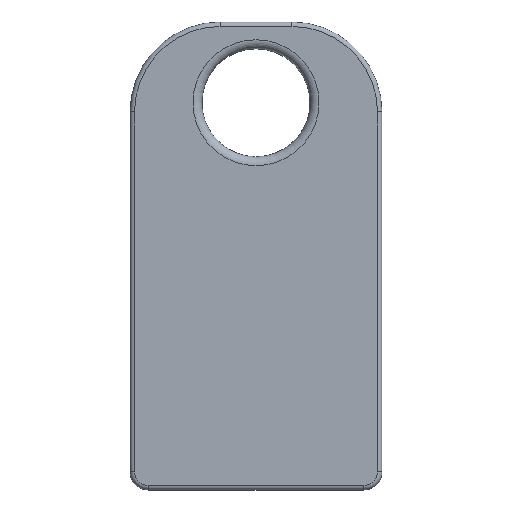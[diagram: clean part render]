
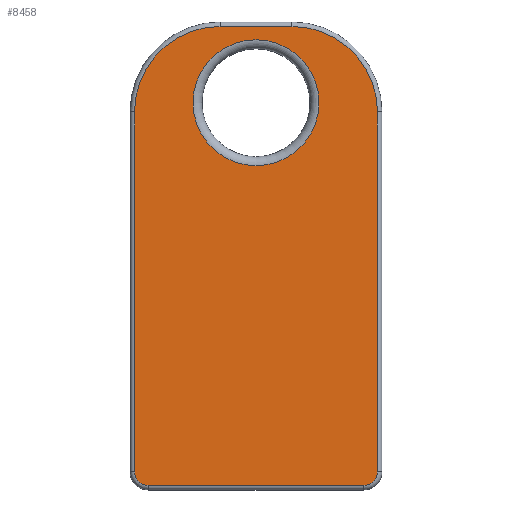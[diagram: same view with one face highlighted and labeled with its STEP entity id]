
A CAD part, top view. The second image highlights one B-rep face of the part: STEP entity #8458.
In plain terms, the highlighted planar face has unit normal (0, 0, 1).
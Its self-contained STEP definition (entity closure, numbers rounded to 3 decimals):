
#226=FACE_BOUND('',#1117,.T.);
#633=FACE_OUTER_BOUND('',#1116,.T.);
#1116=EDGE_LOOP('',(#7388,#7389,#7390,#7391,#7392,#7393,#7394,#7395));
#1117=EDGE_LOOP('',(#7396));
#1401=CIRCLE('',#9150,9.5);
#1407=CIRCLE('',#9158,1.5);
#1411=CIRCLE('',#9164,1.5);
#1415=CIRCLE('',#9170,9.5);
#1416=CIRCLE('',#9177,7.);
#2267=LINE('',#13846,#3166);
#2269=LINE('',#13858,#3168);
#2271=LINE('',#13870,#3170);
#2272=LINE('',#13878,#3171);
#3166=VECTOR('',#11364,10.);
#3168=VECTOR('',#11378,10.);
#3170=VECTOR('',#11392,10.);
#3171=VECTOR('',#11403,10.);
#3941=VERTEX_POINT('',#13834);
#3942=VERTEX_POINT('',#13836);
#3944=VERTEX_POINT('',#13842);
#3946=VERTEX_POINT('',#13848);
#3948=VERTEX_POINT('',#13854);
#3950=VERTEX_POINT('',#13860);
#3952=VERTEX_POINT('',#13866);
#3954=VERTEX_POINT('',#13872);
#3956=VERTEX_POINT('',#13890);
#5086=EDGE_CURVE('',#3941,#3942,#1401,.T.);
#5091=EDGE_CURVE('',#3942,#3944,#2267,.T.);
#5094=EDGE_CURVE('',#3944,#3946,#1407,.T.);
#5097=EDGE_CURVE('',#3946,#3948,#2269,.T.);
#5100=EDGE_CURVE('',#3948,#3950,#1411,.T.);
#5103=EDGE_CURVE('',#3950,#3952,#2271,.T.);
#5106=EDGE_CURVE('',#3952,#3954,#1415,.T.);
#5107=EDGE_CURVE('',#3954,#3941,#2272,.T.);
#5114=EDGE_CURVE('',#3956,#3956,#1416,.T.);
#7388=ORIENTED_EDGE('',*,*,#5086,.F.);
#7389=ORIENTED_EDGE('',*,*,#5107,.F.);
#7390=ORIENTED_EDGE('',*,*,#5106,.F.);
#7391=ORIENTED_EDGE('',*,*,#5103,.F.);
#7392=ORIENTED_EDGE('',*,*,#5100,.F.);
#7393=ORIENTED_EDGE('',*,*,#5097,.F.);
#7394=ORIENTED_EDGE('',*,*,#5094,.F.);
#7395=ORIENTED_EDGE('',*,*,#5091,.F.);
#7396=ORIENTED_EDGE('',*,*,#5114,.F.);
#7818=PLANE('',#9176);
#8458=ADVANCED_FACE('',(#633,#226),#7818,.T.);
#9150=AXIS2_PLACEMENT_3D('',#13837,#11353,#11354);
#9158=AXIS2_PLACEMENT_3D('',#13852,#11371,#11372);
#9164=AXIS2_PLACEMENT_3D('',#13864,#11385,#11386);
#9170=AXIS2_PLACEMENT_3D('',#13876,#11399,#11400);
#9176=AXIS2_PLACEMENT_3D('',#13889,#11418,#11419);
#9177=AXIS2_PLACEMENT_3D('',#13891,#11420,#11421);
#11353=DIRECTION('center_axis',(0.,0.,-1.));
#11354=DIRECTION('ref_axis',(0.707,0.707,0.));
#11364=DIRECTION('',(0.,-1.,0.));
#11371=DIRECTION('center_axis',(0.,0.,-1.));
#11372=DIRECTION('ref_axis',(0.707,-0.707,0.));
#11378=DIRECTION('',(-1.,0.,0.));
#11385=DIRECTION('center_axis',(0.,0.,-1.));
#11386=DIRECTION('ref_axis',(-0.707,-0.707,0.));
#11392=DIRECTION('',(0.,1.,0.));
#11399=DIRECTION('center_axis',(0.,0.,-1.));
#11400=DIRECTION('ref_axis',(-0.707,0.707,0.));
#11403=DIRECTION('',(1.,0.,0.));
#11418=DIRECTION('center_axis',(0.,0.,1.));
#11419=DIRECTION('ref_axis',(1.,0.,0.));
#11420=DIRECTION('center_axis',(0.,0.,1.));
#11421=DIRECTION('ref_axis',(1.,0.,0.));
#13834=CARTESIAN_POINT('',(5.29,39.401,7.));
#13836=CARTESIAN_POINT('',(14.79,29.901,7.));
#13837=CARTESIAN_POINT('Origin',(5.29,29.901,7.));
#13842=CARTESIAN_POINT('',(14.79,-10.099,7.));
#13846=CARTESIAN_POINT('',(14.79,0.901,7.));
#13848=CARTESIAN_POINT('',(13.29,-11.599,7.));
#13852=CARTESIAN_POINT('Origin',(13.29,-10.099,7.));
#13854=CARTESIAN_POINT('',(-10.71,-11.599,7.));
#13858=CARTESIAN_POINT('',(4.939,-11.599,7.));
#13860=CARTESIAN_POINT('',(-12.21,-10.099,7.));
#13864=CARTESIAN_POINT('Origin',(-10.71,-10.099,7.));
#13866=CARTESIAN_POINT('',(-12.21,29.901,7.));
#13870=CARTESIAN_POINT('',(-12.21,26.901,7.));
#13872=CARTESIAN_POINT('',(-2.71,39.401,7.));
#13876=CARTESIAN_POINT('Origin',(-2.71,29.901,7.));
#13878=CARTESIAN_POINT('',(8.29,39.401,7.));
#13889=CARTESIAN_POINT('Origin',(1.29,13.901,7.));
#13890=CARTESIAN_POINT('',(8.29,30.93,7.));
#13891=CARTESIAN_POINT('Origin',(1.29,30.93,7.));
